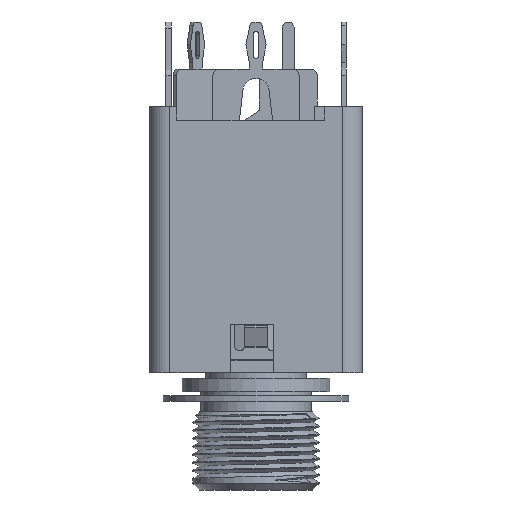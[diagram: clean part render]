
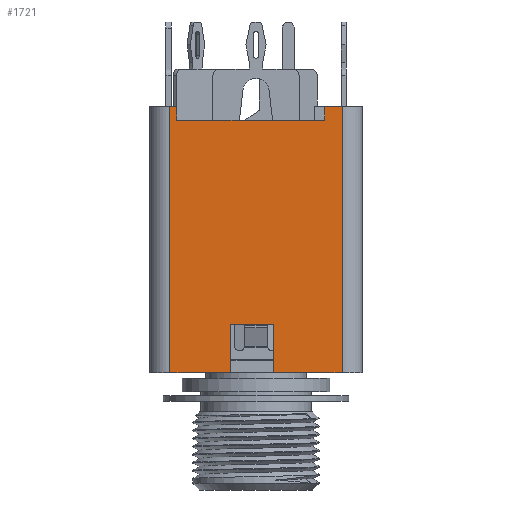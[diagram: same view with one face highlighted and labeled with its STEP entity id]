
A CAD part, front view. The second image highlights one B-rep face of the part: STEP entity #1721.
In plain terms, the highlighted planar face has unit normal (0, -1, 0).
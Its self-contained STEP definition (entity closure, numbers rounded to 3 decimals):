
#183=CARTESIAN_POINT('',(2.0,0.0,-1.0));
#184=VERTEX_POINT('',#183);
#193=CARTESIAN_POINT('',(13.0,0.0,-1.0));
#194=VERTEX_POINT('',#193);
#195=CARTESIAN_POINT('',(13.0,0.0,-1.0));
#196=DIRECTION('',(-1.0,0.0,0.0));
#197=VECTOR('',#196,11.0);
#198=LINE('',#195,#197);
#199=EDGE_CURVE('',#194,#184,#198,.T.);
#265=CARTESIAN_POINT('',(2.0,0.0,0.0));
#266=VERTEX_POINT('',#265);
#273=CARTESIAN_POINT('',(2.0,0.0,0.0));
#274=DIRECTION('',(0.0,0.0,-1.0));
#275=VECTOR('',#274,1.0);
#276=LINE('',#273,#275);
#277=EDGE_CURVE('',#266,#184,#276,.T.);
#1433=CARTESIAN_POINT('',(1.5,0.0,-19.8));
#1434=VERTEX_POINT('',#1433);
#1557=CARTESIAN_POINT('',(14.3,0.0,-19.8));
#1558=VERTEX_POINT('',#1557);
#1566=CARTESIAN_POINT('',(9.2,0.0,-19.8));
#1567=VERTEX_POINT('',#1566);
#1568=CARTESIAN_POINT('',(14.3,0.0,-19.8));
#1569=DIRECTION('',(-1.0,0.0,0.0));
#1570=VECTOR('',#1569,5.1);
#1571=LINE('',#1568,#1570);
#1572=EDGE_CURVE('',#1558,#1567,#1571,.T.);
#1590=CARTESIAN_POINT('',(6.,0.0,-19.8));
#1591=VERTEX_POINT('',#1590);
#1598=CARTESIAN_POINT('',(6.,0.0,-19.8));
#1599=DIRECTION('',(-1.0,0.0,0.0));
#1600=VECTOR('',#1599,4.5);
#1601=LINE('',#1598,#1600);
#1602=EDGE_CURVE('',#1591,#1434,#1601,.T.);
#1632=CARTESIAN_POINT('',(1.5,0.0,0.0));
#1633=VERTEX_POINT('',#1632);
#1634=CARTESIAN_POINT('',(1.5,0.0,0.0));
#1635=DIRECTION('',(0.0,0.0,-1.0));
#1636=VECTOR('',#1635,19.8);
#1637=LINE('',#1634,#1636);
#1638=EDGE_CURVE('',#1633,#1434,#1637,.T.);
#1659=CARTESIAN_POINT('',(1.244,0.0,-20.196));
#1660=DIRECTION('',(0.0,-1.0,0.0));
#1661=DIRECTION('',(0.0,0.0,-1.0));
#1662=AXIS2_PLACEMENT_3D('',#1659,#1660,#1661);
#1663=PLANE('',#1662);
#1664=CARTESIAN_POINT('',(6.,0.0,-16.2));
#1665=VERTEX_POINT('',#1664);
#1666=CARTESIAN_POINT('',(6.,0.0,-19.8));
#1667=DIRECTION('',(0.0,0.0,1.0));
#1668=VECTOR('',#1667,3.6);
#1669=LINE('',#1666,#1668);
#1670=EDGE_CURVE('',#1591,#1665,#1669,.T.);
#1671=ORIENTED_EDGE('',*,*,#1670,.T.);
#1672=CARTESIAN_POINT('',(9.2,0.0,-16.2));
#1673=VERTEX_POINT('',#1672);
#1674=CARTESIAN_POINT('',(6.,0.0,-16.2));
#1675=DIRECTION('',(1.0,0.0,0.0));
#1676=VECTOR('',#1675,3.2);
#1677=LINE('',#1674,#1676);
#1678=EDGE_CURVE('',#1665,#1673,#1677,.T.);
#1679=ORIENTED_EDGE('',*,*,#1678,.T.);
#1680=CARTESIAN_POINT('',(9.2,0.0,-16.2));
#1681=DIRECTION('',(0.0,0.0,-1.0));
#1682=VECTOR('',#1681,3.6);
#1683=LINE('',#1680,#1682);
#1684=EDGE_CURVE('',#1673,#1567,#1683,.T.);
#1685=ORIENTED_EDGE('',*,*,#1684,.T.);
#1686=ORIENTED_EDGE('',*,*,#1572,.F.);
#1687=CARTESIAN_POINT('',(14.3,0.0,0.0));
#1688=VERTEX_POINT('',#1687);
#1689=CARTESIAN_POINT('',(14.3,0.0,-19.8));
#1690=DIRECTION('',(0.0,0.0,1.0));
#1691=VECTOR('',#1690,19.8);
#1692=LINE('',#1689,#1691);
#1693=EDGE_CURVE('',#1558,#1688,#1692,.T.);
#1694=ORIENTED_EDGE('',*,*,#1693,.T.);
#1695=CARTESIAN_POINT('',(13.0,0.0,0.0));
#1696=VERTEX_POINT('',#1695);
#1697=CARTESIAN_POINT('',(13.0,0.0,0.0));
#1698=DIRECTION('',(1.0,0.0,0.0));
#1699=VECTOR('',#1698,1.3);
#1700=LINE('',#1697,#1699);
#1701=EDGE_CURVE('',#1696,#1688,#1700,.T.);
#1702=ORIENTED_EDGE('',*,*,#1701,.F.);
#1703=CARTESIAN_POINT('',(13.0,0.0,-1.0));
#1704=DIRECTION('',(0.0,0.0,1.0));
#1705=VECTOR('',#1704,1.0);
#1706=LINE('',#1703,#1705);
#1707=EDGE_CURVE('',#194,#1696,#1706,.T.);
#1708=ORIENTED_EDGE('',*,*,#1707,.F.);
#1709=ORIENTED_EDGE('',*,*,#199,.T.);
#1710=ORIENTED_EDGE('',*,*,#277,.F.);
#1711=CARTESIAN_POINT('',(1.5,0.0,0.0));
#1712=DIRECTION('',(1.0,0.0,0.0));
#1713=VECTOR('',#1712,0.5);
#1714=LINE('',#1711,#1713);
#1715=EDGE_CURVE('',#1633,#266,#1714,.T.);
#1716=ORIENTED_EDGE('',*,*,#1715,.F.);
#1717=ORIENTED_EDGE('',*,*,#1638,.T.);
#1718=ORIENTED_EDGE('',*,*,#1602,.F.);
#1719=EDGE_LOOP('',(#1671,#1679,#1685,#1686,#1694,#1702,#1708,#1709,#1710,#1716,#1717,#1718));
#1720=FACE_OUTER_BOUND('',#1719,.T.);
#1721=ADVANCED_FACE('',(#1720),#1663,.T.);
